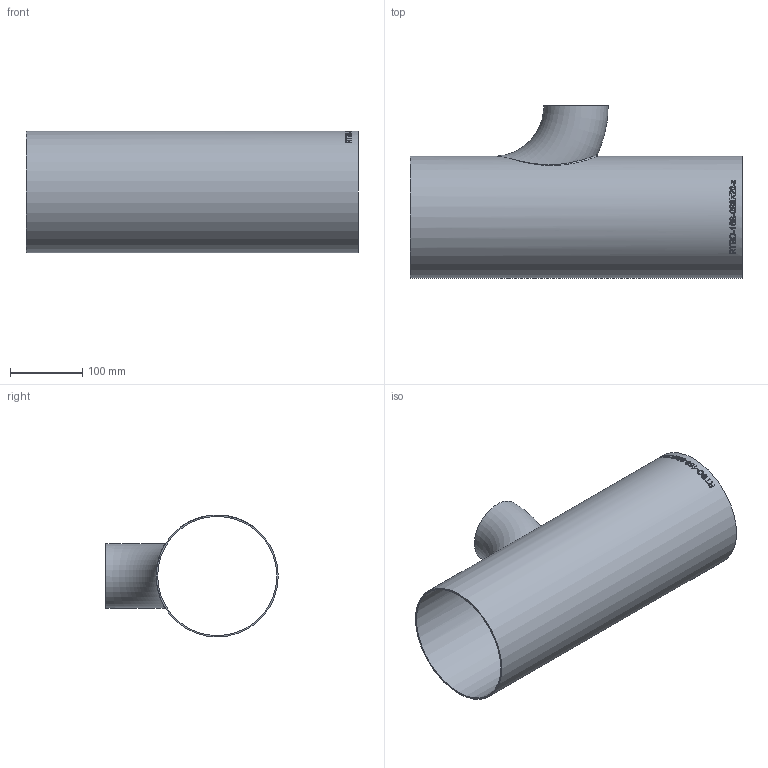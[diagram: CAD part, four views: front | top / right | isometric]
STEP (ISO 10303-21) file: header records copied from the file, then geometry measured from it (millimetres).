
FILE_DESCRIPTION (( 'STEP AP214' ), '1' );
FILE_NAME ('RTBO-168-088X20-x T-Bogen reduziert 2005.STEP', '2020-05-22T12:38:51', ( '' ), ( '' ), 'SwSTEP 2.0', 'SolidWorks 2019', '' );
FILE_SCHEMA (( 'AUTOMOTIVE_DESIGN' ));
Length unit declared in the file: millimetre
Products named in the file (1): RTBO-168-088X20-x T-Bogen reduziert 2005
Bounding box: 458 x 237.85 x 168.3 mm (x, y, z)
Volume: 520638 mm3; surface area: 510515.4 mm2
Topology: 1 solids, 1 shells, 240 faces, 622 edges, 415 vertices
Faces by surface type: bspline 149, plane 57, cylinder 32, torus 2
Full cylindrical faces by diameter (mm): 164.3 x1, 168.3 x1
Entity records: 44870 total; most frequent: CARTESIAN_POINT 37878, ORIENTED_EDGE 1226, EDGE_CURVE 613, B_SPLINE_CURVE_WITH_KNOTS 462, VERTEX_POINT 412, DIRECTION 409, EDGE_LOOP 281, FACE_OUTER_BOUND 246
